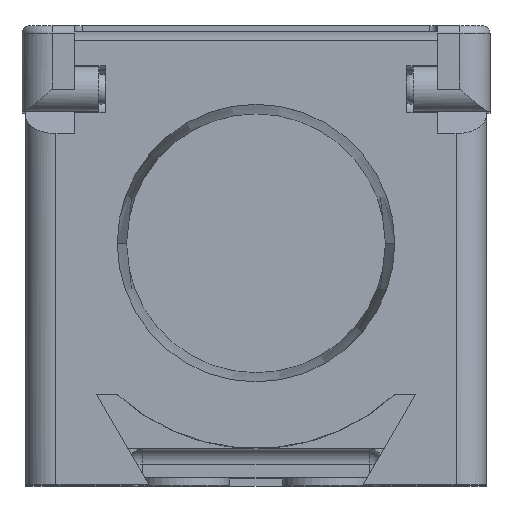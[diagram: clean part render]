
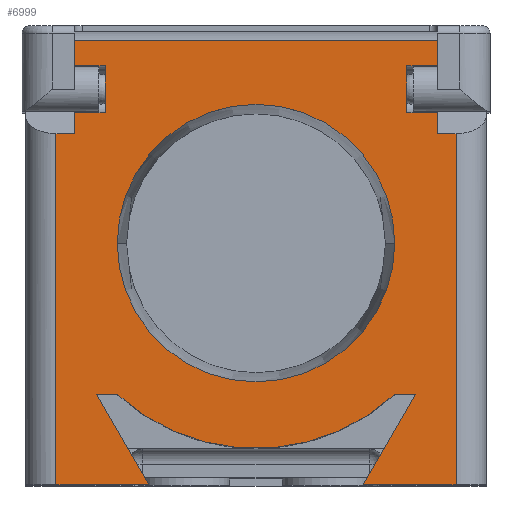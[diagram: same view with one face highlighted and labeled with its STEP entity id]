
A CAD part, top view. The second image highlights one B-rep face of the part: STEP entity #6999.
In plain terms, the highlighted planar face has unit normal (0, 0, 1).
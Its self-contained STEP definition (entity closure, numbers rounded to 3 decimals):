
#333=CARTESIAN_POINT('',(13.25,13.256,62.));
#602=DIRECTION('',(-1.,0.,0.));
#603=VECTOR('',#602,24.);
#604=CARTESIAN_POINT('',(12.,19.431,62.));
#605=LINE('',#604,#603);
#860=DIRECTION('',(1.,0.,0.));
#861=VECTOR('',#860,2.);
#862=CARTESIAN_POINT('',(10.,17.75,62.));
#863=LINE('',#862,#861);
#878=DIRECTION('',(0.,1.,0.));
#879=VECTOR('',#878,3.1);
#880=CARTESIAN_POINT('',(10.,14.65,62.));
#881=LINE('',#880,#879);
#892=DIRECTION('',(-1.,0.,0.));
#893=VECTOR('',#892,2.);
#894=CARTESIAN_POINT('',(12.,14.65,62.));
#895=LINE('',#894,#893);
#896=DIRECTION('',(0.,1.,0.));
#897=VECTOR('',#896,1.394);
#898=CARTESIAN_POINT('',(12.,13.256,62.));
#899=LINE('',#898,#897);
#913=CARTESIAN_POINT('',(0.,6.,62.));
#914=DIRECTION('',(0.,0.,1.));
#915=DIRECTION('',(1.,0.,0.));
#916=AXIS2_PLACEMENT_3D('',#913,#914,#915);
#918=CARTESIAN_POINT('',(0.,6.,62.));
#919=DIRECTION('',(0.,0.,1.));
#920=DIRECTION('',(-1.,0.,0.));
#921=AXIS2_PLACEMENT_3D('',#918,#919,#920);
#923=DIRECTION('',(0.5,-0.866,0.));
#924=VECTOR('',#923,6.928);
#925=CARTESIAN_POINT('',(-10.564,-4.,62.));
#926=LINE('',#925,#924);
#927=DIRECTION('',(-1.,0.,0.));
#928=VECTOR('',#927,6.15);
#929=CARTESIAN_POINT('',(-7.1,-10.,62.));
#930=LINE('',#929,#928);
#931=DIRECTION('',(0.,1.,0.));
#932=VECTOR('',#931,1.394);
#933=CARTESIAN_POINT('',(-12.,13.256,62.));
#934=LINE('',#933,#932);
#935=DIRECTION('',(0.,1.,0.));
#936=VECTOR('',#935,1.681);
#937=CARTESIAN_POINT('',(-12.,17.75,62.));
#938=LINE('',#937,#936);
#939=DIRECTION('',(1.,0.,0.));
#940=VECTOR('',#939,1.25);
#941=CARTESIAN_POINT('',(12.,13.256,62.));
#942=LINE('',#941,#940);
#943=DIRECTION('',(-1.,0.,0.));
#944=VECTOR('',#943,6.15);
#945=CARTESIAN_POINT('',(13.25,-10.,62.));
#946=LINE('',#945,#944);
#947=DIRECTION('',(0.5,0.866,0.));
#948=VECTOR('',#947,6.928);
#949=CARTESIAN_POINT('',(7.1,-10.,62.));
#950=LINE('',#949,#948);
#951=CARTESIAN_POINT('',(0.,6.,62.));
#952=DIRECTION('',(0.,0.,-1.));
#953=DIRECTION('',(0.678,-0.735,0.));
#954=AXIS2_PLACEMENT_3D('',#951,#952,#953);
#992=DIRECTION('',(1.,0.,0.));
#993=VECTOR('',#992,1.347);
#994=CARTESIAN_POINT('',(-10.564,-4.,62.));
#995=LINE('',#994,#993);
#1877=DIRECTION('',(1.,0.,0.));
#1878=VECTOR('',#1877,2.);
#1879=CARTESIAN_POINT('',(-12.,17.75,62.));
#1880=LINE('',#1879,#1878);
#1895=DIRECTION('',(0.,-1.,0.));
#1896=VECTOR('',#1895,3.1);
#1897=CARTESIAN_POINT('',(-10.,17.75,62.));
#1898=LINE('',#1897,#1896);
#1917=DIRECTION('',(-1.,0.,0.));
#1918=VECTOR('',#1917,2.);
#1919=CARTESIAN_POINT('',(-10.,14.65,62.));
#1920=LINE('',#1919,#1918);
#1934=DIRECTION('',(-1.,0.,0.));
#1935=VECTOR('',#1934,1.25);
#1936=CARTESIAN_POINT('',(-12.,13.256,62.));
#1937=LINE('',#1936,#1935);
#2145=DIRECTION('',(0.,-1.,0.));
#2146=VECTOR('',#2145,23.256);
#2147=CARTESIAN_POINT('',(-13.25,13.256,62.));
#2148=LINE('',#2147,#2146);
#3824=DIRECTION('',(1.,0.,0.));
#3825=VECTOR('',#3824,1.347);
#3826=CARTESIAN_POINT('',(9.217,-4.,62.));
#3827=LINE('',#3826,#3825);
#3845=DIRECTION('',(0.,1.,0.));
#3846=VECTOR('',#3845,23.256);
#3847=CARTESIAN_POINT('',(13.25,-10.,62.));
#3848=LINE('',#3847,#3846);
#3901=DIRECTION('',(0.,1.,0.));
#3902=VECTOR('',#3901,1.681);
#3903=CARTESIAN_POINT('',(12.,17.75,62.));
#3904=LINE('',#3903,#3902);
#4622=VERTEX_POINT('',#333);
#4623=CARTESIAN_POINT('',(12.,13.256,62.));
#4624=VERTEX_POINT('',#4623);
#4763=CARTESIAN_POINT('',(-12.,19.431,62.));
#4764=VERTEX_POINT('',#4763);
#4765=CARTESIAN_POINT('',(-12.,17.75,62.));
#4766=VERTEX_POINT('',#4765);
#4777=CARTESIAN_POINT('',(12.,19.431,62.));
#4778=VERTEX_POINT('',#4777);
#4835=CARTESIAN_POINT('',(10.,17.75,62.));
#4836=VERTEX_POINT('',#4835);
#4837=CARTESIAN_POINT('',(12.,17.75,62.));
#4838=VERTEX_POINT('',#4837);
#4839=CARTESIAN_POINT('',(10.,14.65,62.));
#4840=VERTEX_POINT('',#4839);
#4845=CARTESIAN_POINT('',(12.,14.65,62.));
#4846=VERTEX_POINT('',#4845);
#4847=CARTESIAN_POINT('',(-10.564,-4.,62.));
#4848=CARTESIAN_POINT('',(-9.217,-4.,62.));
#4849=VERTEX_POINT('',#4847);
#4850=VERTEX_POINT('',#4848);
#4851=CARTESIAN_POINT('',(-7.1,-10.,62.));
#4852=VERTEX_POINT('',#4851);
#4853=CARTESIAN_POINT('',(-13.25,-10.,62.));
#4854=VERTEX_POINT('',#4853);
#4855=CARTESIAN_POINT('',(-13.25,13.256,62.));
#4856=VERTEX_POINT('',#4855);
#4857=CARTESIAN_POINT('',(-12.,13.256,62.));
#4858=VERTEX_POINT('',#4857);
#4859=CARTESIAN_POINT('',(-12.,14.65,62.));
#4860=VERTEX_POINT('',#4859);
#4861=CARTESIAN_POINT('',(-10.,14.65,62.));
#4862=VERTEX_POINT('',#4861);
#4863=CARTESIAN_POINT('',(-10.,17.75,62.));
#4864=VERTEX_POINT('',#4863);
#4865=CARTESIAN_POINT('',(13.25,-10.,62.));
#4866=VERTEX_POINT('',#4865);
#4867=CARTESIAN_POINT('',(7.1,-10.,62.));
#4868=VERTEX_POINT('',#4867);
#4869=CARTESIAN_POINT('',(10.564,-4.,62.));
#4870=VERTEX_POINT('',#4869);
#4871=CARTESIAN_POINT('',(9.217,-4.,62.));
#4872=VERTEX_POINT('',#4871);
#5631=CARTESIAN_POINT('',(9.19,6.,62.));
#5632=CARTESIAN_POINT('',(-9.19,6.,62.));
#5633=VERTEX_POINT('',#5631);
#5634=VERTEX_POINT('',#5632);
#6949=CARTESIAN_POINT('',(-15.25,-10.,62.));
#6950=DIRECTION('',(0.,0.,1.));
#6951=DIRECTION('',(1.,0.,0.));
#6952=AXIS2_PLACEMENT_3D('',#6949,#6950,#6951);
#6953=PLANE('',#6952);
#6955=ORIENTED_EDGE('',*,*,#6954,.F.);
#6957=ORIENTED_EDGE('',*,*,#6956,.T.);
#6959=ORIENTED_EDGE('',*,*,#6958,.T.);
#6961=ORIENTED_EDGE('',*,*,#6960,.F.);
#6963=ORIENTED_EDGE('',*,*,#6962,.F.);
#6965=ORIENTED_EDGE('',*,*,#6964,.T.);
#6967=ORIENTED_EDGE('',*,*,#6966,.F.);
#6969=ORIENTED_EDGE('',*,*,#6968,.F.);
#6971=ORIENTED_EDGE('',*,*,#6970,.F.);
#6972=ORIENTED_EDGE('',*,*,#6533,.T.);
#6973=ORIENTED_EDGE('',*,*,#6557,.F.);
#6975=ORIENTED_EDGE('',*,*,#6974,.F.);
#6976=ORIENTED_EDGE('',*,*,#6894,.F.);
#6977=ORIENTED_EDGE('',*,*,#6911,.F.);
#6978=ORIENTED_EDGE('',*,*,#6929,.F.);
#6979=ORIENTED_EDGE('',*,*,#6941,.F.);
#6980=ORIENTED_EDGE('',*,*,#6156,.T.);
#6982=ORIENTED_EDGE('',*,*,#6981,.F.);
#6984=ORIENTED_EDGE('',*,*,#6983,.T.);
#6986=ORIENTED_EDGE('',*,*,#6985,.T.);
#6988=ORIENTED_EDGE('',*,*,#6987,.F.);
#6990=ORIENTED_EDGE('',*,*,#6989,.T.);
#6991=EDGE_LOOP('',(#6955,#6957,#6959,#6961,#6963,#6965,#6967,#6969,#6971,#6972,
#6973,#6975,#6976,#6977,#6978,#6979,#6980,#6982,#6984,#6986,#6988,#6990));
#6992=FACE_OUTER_BOUND('',#6991,.F.);
#6994=ORIENTED_EDGE('',*,*,#6993,.T.);
#6996=ORIENTED_EDGE('',*,*,#6995,.T.);
#6997=EDGE_LOOP('',(#6994,#6996));
#6998=FACE_BOUND('',#6997,.F.);
#6999=ADVANCED_FACE('',(#6992,#6998),#6953,.T.);
#917=CIRCLE('',#916,9.19);
#922=CIRCLE('',#921,9.19);
#955=CIRCLE('',#954,13.6);
#6156=EDGE_CURVE('',#4624,#4622,#942,.T.);
#6533=EDGE_CURVE('',#4766,#4764,#938,.T.);
#6557=EDGE_CURVE('',#4778,#4764,#605,.T.);
#6894=EDGE_CURVE('',#4836,#4838,#863,.T.);
#6911=EDGE_CURVE('',#4840,#4836,#881,.T.);
#6929=EDGE_CURVE('',#4846,#4840,#895,.T.);
#6941=EDGE_CURVE('',#4624,#4846,#899,.T.);
#6954=EDGE_CURVE('',#4849,#4850,#995,.T.);
#6956=EDGE_CURVE('',#4849,#4852,#926,.T.);
#6958=EDGE_CURVE('',#4852,#4854,#930,.T.);
#6960=EDGE_CURVE('',#4856,#4854,#2148,.T.);
#6962=EDGE_CURVE('',#4858,#4856,#1937,.T.);
#6964=EDGE_CURVE('',#4858,#4860,#934,.T.);
#6966=EDGE_CURVE('',#4862,#4860,#1920,.T.);
#6968=EDGE_CURVE('',#4864,#4862,#1898,.T.);
#6970=EDGE_CURVE('',#4766,#4864,#1880,.T.);
#6974=EDGE_CURVE('',#4838,#4778,#3904,.T.);
#6981=EDGE_CURVE('',#4866,#4622,#3848,.T.);
#6983=EDGE_CURVE('',#4866,#4868,#946,.T.);
#6985=EDGE_CURVE('',#4868,#4870,#950,.T.);
#6987=EDGE_CURVE('',#4872,#4870,#3827,.T.);
#6989=EDGE_CURVE('',#4872,#4850,#955,.T.);
#6993=EDGE_CURVE('',#5633,#5634,#917,.T.);
#6995=EDGE_CURVE('',#5634,#5633,#922,.T.);
